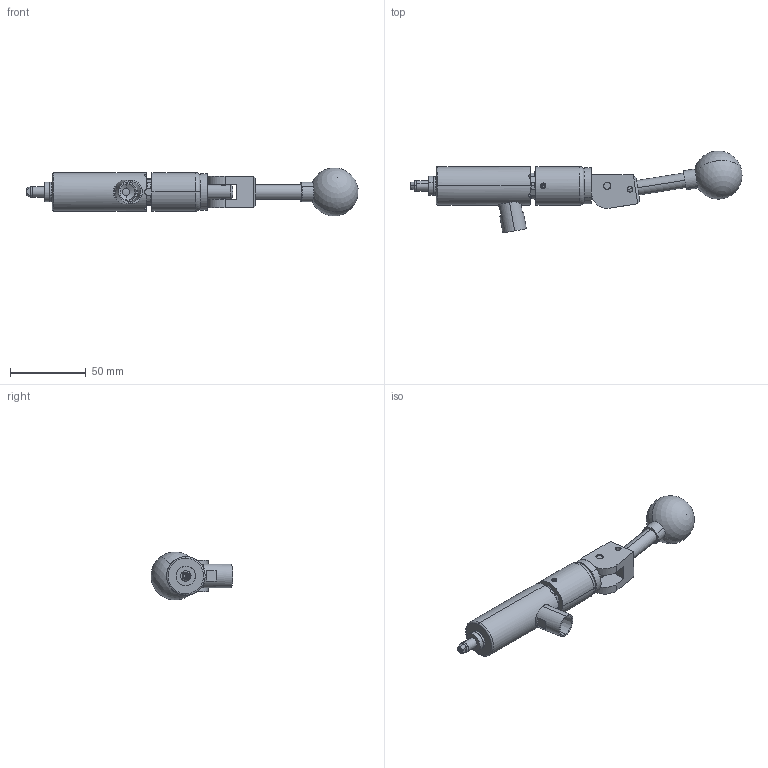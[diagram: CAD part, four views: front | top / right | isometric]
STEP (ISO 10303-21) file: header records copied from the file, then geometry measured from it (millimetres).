
FILE_DESCRIPTION (( 'STEP AP214' ), '1' );
FILE_NAME ('CTSC-003720.STEP', '2025-06-11T16:04:45', ( '' ), ( '' ), 'SwSTEP 2.0', 'SolidWorks 2023', '' );
FILE_SCHEMA (( 'AUTOMOTIVE_DESIGN' ));
Length unit declared in the file: inch
Products named in the file (1): CTSC-003720
Bounding box: 218.75 x 54.02 x 31.62 mm (x, y, z)
Volume: 82242.5 mm3; surface area: 24037.8 mm2
Topology: 9 solids, 9 shells, 294 faces, 723 edges, 460 vertices
Faces by surface type: cylinder 121, plane 111, cone 48, torus 9, bspline 3, sphere 2
Entity records: 13730 total; most frequent: CARTESIAN_POINT 3051, DIRECTION 1467, ORIENTED_EDGE 1432, EDGE_CURVE 716, AXIS2_PLACEMENT_3D 577, VERTEX_POINT 457, EDGE_LOOP 331, VECTOR 313
